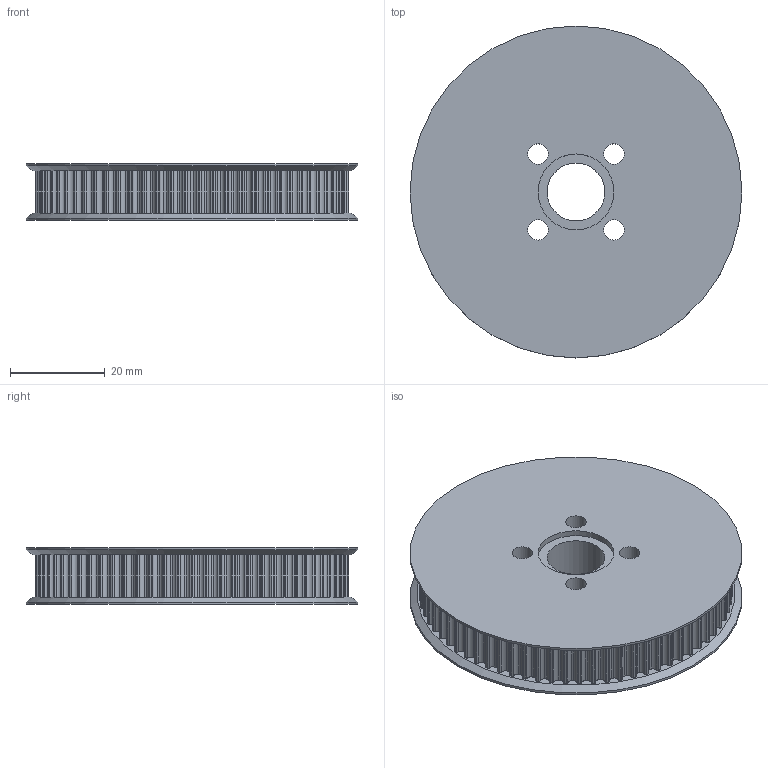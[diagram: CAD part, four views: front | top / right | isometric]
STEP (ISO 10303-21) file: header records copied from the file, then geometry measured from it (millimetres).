
FILE_DESCRIPTION(/* description */ ('STEP AP242','CAx-IF Rec.Pracs.---Representation and Presentation of Product Manufacturing Information (PMI)---4.0---2014-10-13','CAx-IF Rec.Pracs.---3D Tessellated Geometry---0.4---2014-09-14','2;1'),/* implementation_level */ '2;1');
FILE_NAME(/* name */ '6603a191959608141554d605',/* time_stamp */ '2024-03-27T04:33:22Z',/* author */ (''),/* organization */ (''),/* preprocessor_version */ 'ST-DEVELOPER v19.4',/* originating_system */ ' ',/* authorisation */ ' ');
FILE_SCHEMA (('AP242_MANAGED_MODEL_BASED_3D_ENGINEERING_MIM_LF { 1 0 10303 442 1 1 4 }'));
Length unit declared in the file: metre
Products named in the file (1): [LS] Pulley HTD3 70T
Bounding box: 69.94 x 69.94 x 12 mm (x, y, z)
Volume: 38596.6 mm3; surface area: 12599.8 mm2
Topology: 1 solids, 1 shells, 435 faces, 1293 edges, 863 vertices
Faces by surface type: cylinder 428, plane 5, cone 2
Full cylindrical faces by diameter (mm): 4.3 x4, 12.2 x1, 16 x1, 69.94 x2
Entity records: 15076 total; most frequent: DIRECTION 3008, CARTESIAN_POINT 2572, ORIENTED_EDGE 2556, AXIS2_PLACEMENT_3D 1294, EDGE_CURVE 1278, VERTEX_POINT 858, CIRCLE 858, EDGE_LOOP 458
